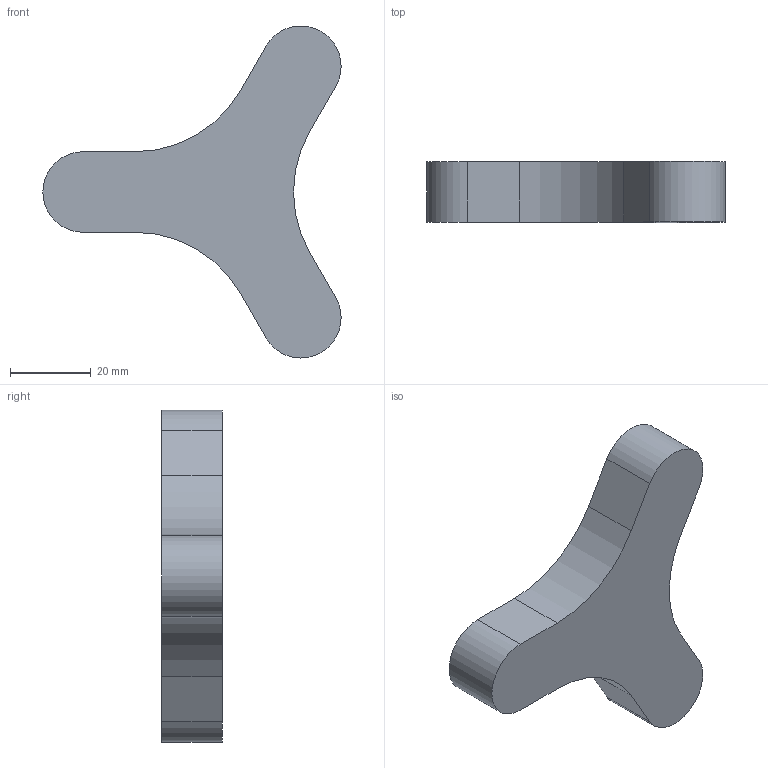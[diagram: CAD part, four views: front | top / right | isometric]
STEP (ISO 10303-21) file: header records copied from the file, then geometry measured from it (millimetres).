
FILE_DESCRIPTION(/* description */ (''),/* implementation_level */ '2;1');
FILE_NAME(/* name */ 'Z_SHAFT_BASE.stp',/* time_stamp */ '2022-07-20T21:19:29+09:00',/* author */ (''),/* organization */ (''),/* preprocessor_version */ 'ST-DEVELOPER v16.7',/* originating_system */ '',/* authorisation */ '');
FILE_SCHEMA (('AUTOMOTIVE_DESIGN { 1 0 10303 214 3 1 1 1 }'));
Length unit declared in the file: millimetre
Products named in the file (1): Z_SHAFT_BASE
Bounding box: 74 x 15 x 82.35 mm (x, y, z)
Volume: 37501.5 mm3; surface area: 9958.7 mm2
Topology: 1 solids, 1 shells, 20 faces, 48 edges, 34 vertices
Faces by surface type: plane 11, cylinder 9
Full cylindrical faces by diameter (mm): 8.1 x3
Entity records: 603 total; most frequent: DIRECTION 104, CARTESIAN_POINT 95, ORIENTED_EDGE 84, EDGE_CURVE 42, AXIS2_PLACEMENT_3D 40, VERTEX_POINT 30, EDGE_LOOP 26, LINE 24
